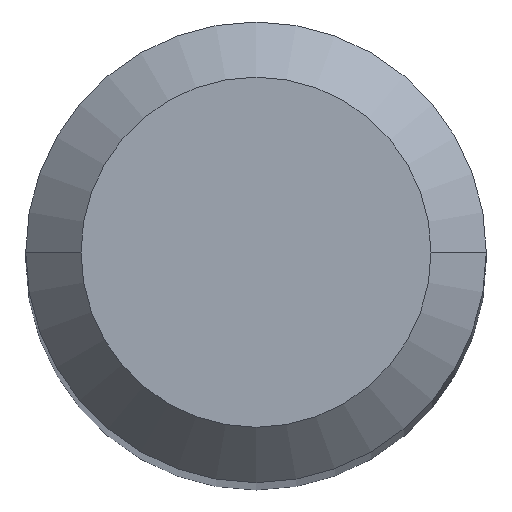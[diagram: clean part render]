
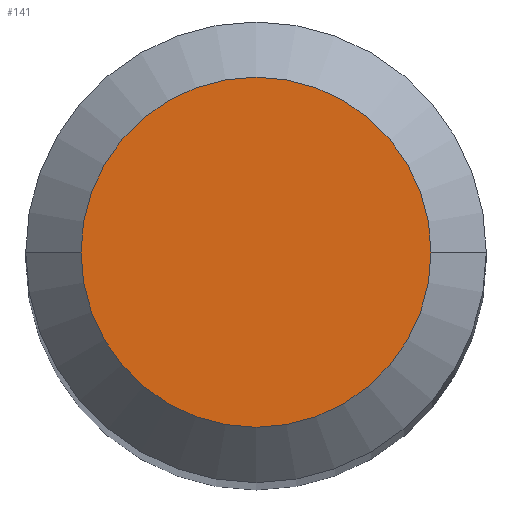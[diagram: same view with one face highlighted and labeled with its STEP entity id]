
A CAD part, top view. The second image highlights one B-rep face of the part: STEP entity #141.
In plain terms, the highlighted planar face has unit normal (0, 0, 1).
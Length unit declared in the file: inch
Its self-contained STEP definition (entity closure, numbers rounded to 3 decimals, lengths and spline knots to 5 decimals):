
#13 = DIRECTION ( 'NONE',  ( 1., 0., 0. ) ) ;
#16 = ORIENTED_EDGE ( 'NONE', *, *, #154, .T. ) ;
#27 = CARTESIAN_POINT ( 'NONE',  ( -0.0475, 0., 1.5 ) ) ;
#31 = DIRECTION ( 'NONE',  ( 1., 0., 0. ) ) ;
#51 = CARTESIAN_POINT ( 'NONE',  ( 0., 0., 1.5 ) ) ;
#55 = AXIS2_PLACEMENT_3D ( 'NONE', #195, #192, #13 ) ;
#75 = PLANE ( 'NONE',  #272 ) ;
#81 = AXIS2_PLACEMENT_3D ( 'NONE', #100, #169, #31 ) ;
#99 = CARTESIAN_POINT ( 'NONE',  ( 0.0475, 0., 1.5 ) ) ;
#100 = CARTESIAN_POINT ( 'NONE',  ( 0., 0., 1.5 ) ) ;
#106 = EDGE_CURVE ( 'NONE', #276, #206, #267, .T. ) ;
#115 = ORIENTED_EDGE ( 'NONE', *, *, #106, .T. ) ;
#123 = DIRECTION ( 'NONE',  ( 1., 0., 0. ) ) ;
#137 = EDGE_LOOP ( 'NONE', ( #16, #115 ) ) ;
#141 = ADVANCED_FACE ( 'NONE', ( #288 ), #75, .T. ) ;
#154 = EDGE_CURVE ( 'NONE', #206, #276, #203, .T. ) ;
#169 = DIRECTION ( 'NONE',  ( 0., 0., 1. ) ) ;
#174 = DIRECTION ( 'NONE',  ( 0., 0., 1. ) ) ;
#192 = DIRECTION ( 'NONE',  ( 0., 0., 1. ) ) ;
#195 = CARTESIAN_POINT ( 'NONE',  ( 0., 0., 1.5 ) ) ;
#203 = CIRCLE ( 'NONE', #55, 0.0475 ) ;
#206 = VERTEX_POINT ( 'NONE', #27 ) ;
#267 = CIRCLE ( 'NONE', #81, 0.0475 ) ;
#272 = AXIS2_PLACEMENT_3D ( 'NONE', #51, #174, #123 ) ;
#276 = VERTEX_POINT ( 'NONE', #99 ) ;
#288 = FACE_OUTER_BOUND ( 'NONE', #137, .T. ) ;
